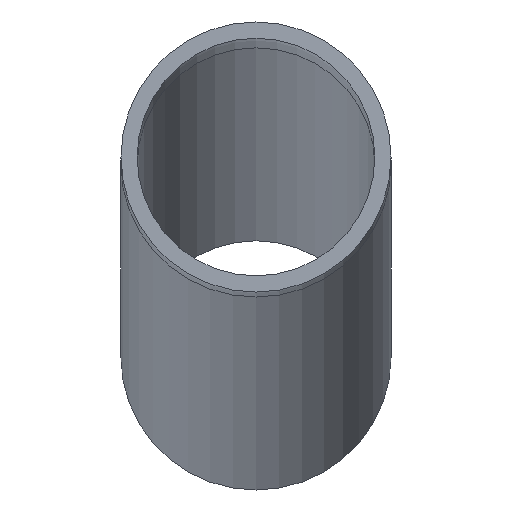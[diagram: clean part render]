
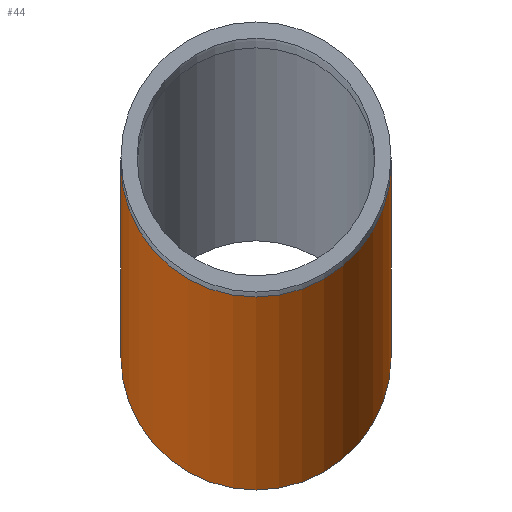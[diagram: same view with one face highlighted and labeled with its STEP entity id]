
A CAD part, left-side view. The second image highlights one B-rep face of the part: STEP entity #44.
In plain terms, the highlighted cylindrical face has radius 45 mm (diameter 90 mm), a full revolution.
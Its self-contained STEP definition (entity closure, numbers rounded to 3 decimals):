
#44 = ADVANCED_FACE( '', ( #89, #90 ), #91, .T. );
#89 = FACE_OUTER_BOUND( '', #128, .T. );
#90 = FACE_OUTER_BOUND( '', #129, .T. );
#91 = CYLINDRICAL_SURFACE( '', #130, 45. );
#128 = EDGE_LOOP( '', ( #173 ) );
#129 = EDGE_LOOP( '', ( #174 ) );
#130 = AXIS2_PLACEMENT_3D( '', #175, #176, #177 );
#173 = ORIENTED_EDGE( '', *, *, #189, .T. );
#174 = ORIENTED_EDGE( '', *, *, #185, .F. );
#175 = CARTESIAN_POINT( '', ( 693.568, 0., -66.783 ) );
#176 = DIRECTION( '', ( -0.982, 0., 0.191 ) );
#177 = DIRECTION( '', ( -0.191, 0., -0.982 ) );
#185 = EDGE_CURVE( '', #201, #201, #202, .T. );
#189 = EDGE_CURVE( '', #208, #208, #209, .T. );
#201 = VERTEX_POINT( '', #225 );
#202 = CIRCLE( '', #226, 45. );
#208 = VERTEX_POINT( '', #232 );
#209 = CIRCLE( '', #233, 45. );
#225 = CARTESIAN_POINT( '', ( 684.981, 0., -110.956 ) );
#226 = AXIS2_PLACEMENT_3D( '', #248, #249, #250 );
#232 = CARTESIAN_POINT( '', ( 362.759, 45., -2.48 ) );
#233 = AXIS2_PLACEMENT_3D( '', #257, #258, #259 );
#248 = CARTESIAN_POINT( '', ( 693.568, 0., -66.783 ) );
#249 = DIRECTION( '', ( 0.982, 0., -0.191 ) );
#250 = DIRECTION( '', ( -0.191, 0., -0.982 ) );
#257 = CARTESIAN_POINT( '', ( 362.759, 0., -2.48 ) );
#258 = DIRECTION( '', ( 0.982, 0., -0.191 ) );
#259 = DIRECTION( '', ( 0., 1., 0. ) );
